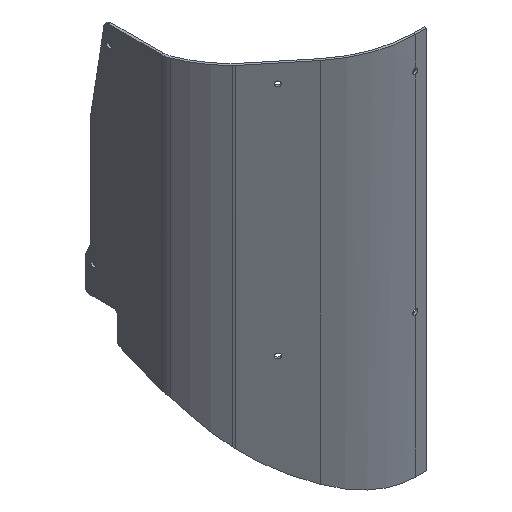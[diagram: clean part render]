
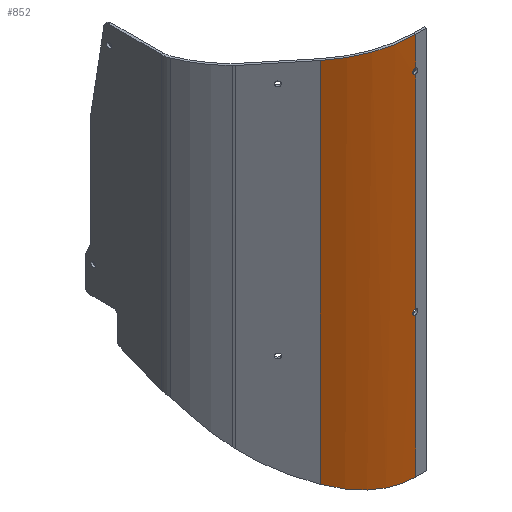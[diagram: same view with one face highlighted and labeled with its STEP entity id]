
A CAD part, isometric view. The second image highlights one B-rep face of the part: STEP entity #852.
In plain terms, the highlighted cylindrical face has radius 155.575 mm (diameter 311.15 mm), a partial arc.
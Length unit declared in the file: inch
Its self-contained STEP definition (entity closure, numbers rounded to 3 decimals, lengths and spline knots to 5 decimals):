
#29=B_SPLINE_CURVE_WITH_KNOTS('',3,(#1358,#1359,#1360,#1361),
 .UNSPECIFIED.,.F.,.F.,(4,4),(0.50181,0.53811),
 .UNSPECIFIED.);
#30=B_SPLINE_CURVE_WITH_KNOTS('',3,(#1363,#1364,#1365,#1366,#1367,#1368,
#1369,#1370,#1371,#1372,#1373,#1374,#1375,#1376,#1377,#1378,#1379,#1380,
#1381,#1382),.UNSPECIFIED.,.F.,.F.,(4,2,2,2,2,2,2,2,2,4),(0.53811,
0.67264,0.80717,0.9417,1.07623,
1.21076,1.34529,1.47982,1.61436,1.65066),
 .UNSPECIFIED.);
#31=B_SPLINE_CURVE_WITH_KNOTS('',3,(#1383,#1384,#1385,#1386),
 .UNSPECIFIED.,.F.,.F.,(4,4),(0.50181,0.53811),
 .UNSPECIFIED.);
#32=B_SPLINE_CURVE_WITH_KNOTS('',3,(#1391,#1392,#1393,#1394,#1395,#1396,
#1397,#1398,#1399,#1400,#1401,#1402,#1403,#1404,#1405,#1406,#1407,#1408,
#1409,#1410,#1411,#1412,#1413,#1414),.UNSPECIFIED.,.F.,.F.,(4,2,2,2,2,2,
2,2,2,2,2,4),(0.,1.21055,2.41383,4.82686,5.1514,
5.49674,6.86018,7.87716,8.64025,9.79198,
10.37274,10.95452),.UNSPECIFIED.);
#33=B_SPLINE_CURVE_WITH_KNOTS('',3,(#1415,#1416,#1417,#1418,#1419,#1420,
#1421,#1422,#1423,#1424,#1425,#1426,#1427,#1428,#1429,#1430,#1431,#1432,
#1433,#1434),.UNSPECIFIED.,.F.,.F.,(4,2,2,2,2,2,2,2,2,4),(0.53811,
0.67264,0.80717,0.9417,1.07623,
1.21076,1.34529,1.47982,1.61436,1.65066),
 .UNSPECIFIED.);
#47=CYLINDRICAL_SURFACE('',#932,6.125);
#81=CIRCLE('',#933,6.125);
#108=FACE_OUTER_BOUND('',#160,.T.);
#160=EDGE_LOOP('',(#621,#622,#623,#624,#625,#626,#627,#628,#629,#630));
#213=LINE('',#1245,#289);
#215=LINE('',#1248,#291);
#216=LINE('',#1251,#292);
#236=LINE('',#1390,#312);
#289=VECTOR('',#1004,7.76015);
#291=VECTOR('',#1006,1.61015);
#292=VECTOR('',#1009,11.2203);
#312=VECTOR('',#1073,20.24991);
#360=VERTEX_POINT('',#1229);
#361=VERTEX_POINT('',#1233);
#365=VERTEX_POINT('',#1242);
#366=VERTEX_POINT('',#1243);
#367=VERTEX_POINT('',#1247);
#368=VERTEX_POINT('',#1249);
#399=VERTEX_POINT('',#1357);
#400=VERTEX_POINT('',#1362);
#401=VERTEX_POINT('',#1387);
#402=VERTEX_POINT('',#1389);
#444=EDGE_CURVE('',#360,#365,#213,.T.);
#446=EDGE_CURVE('',#367,#361,#215,.T.);
#448=EDGE_CURVE('',#366,#368,#216,.T.);
#485=EDGE_CURVE('',#366,#399,#29,.T.);
#486=EDGE_CURVE('',#400,#368,#30,.T.);
#487=EDGE_CURVE('',#367,#400,#31,.T.);
#488=EDGE_CURVE('',#401,#361,#81,.T.);
#489=EDGE_CURVE('',#402,#401,#236,.T.);
#490=EDGE_CURVE('',#402,#360,#32,.T.);
#491=EDGE_CURVE('',#399,#365,#33,.T.);
#621=ORIENTED_EDGE('',*,*,#485,.F.);
#622=ORIENTED_EDGE('',*,*,#448,.T.);
#623=ORIENTED_EDGE('',*,*,#486,.F.);
#624=ORIENTED_EDGE('',*,*,#487,.F.);
#625=ORIENTED_EDGE('',*,*,#446,.T.);
#626=ORIENTED_EDGE('',*,*,#488,.F.);
#627=ORIENTED_EDGE('',*,*,#489,.F.);
#628=ORIENTED_EDGE('',*,*,#490,.T.);
#629=ORIENTED_EDGE('',*,*,#444,.T.);
#630=ORIENTED_EDGE('',*,*,#491,.F.);
#852=ADVANCED_FACE('',(#108),#47,.T.);
#932=AXIS2_PLACEMENT_3D('',#1356,#1069,#1070);
#933=AXIS2_PLACEMENT_3D('',#1388,#1071,#1072);
#1004=DIRECTION('',(0.,0.,1.));
#1006=DIRECTION('',(0.,0.,1.));
#1009=DIRECTION('',(0.,0.,1.));
#1069=DIRECTION('center_axis',(0.,0.,1.));
#1070=DIRECTION('ref_axis',(1.,0.,0.));
#1071=DIRECTION('center_axis',(0.,0.,1.));
#1072=DIRECTION('ref_axis',(1.,0.,0.));
#1073=DIRECTION('',(0.,0.,1.));
#1229=CARTESIAN_POINT('',(-32.37625,-9.3125,-21.15));
#1233=CARTESIAN_POINT('',(-32.37625,-9.3125,0.));
#1242=CARTESIAN_POINT('',(-32.37625,-9.3125,-13.38985));
#1243=CARTESIAN_POINT('',(-32.37625,-9.3125,-13.11015));
#1245=CARTESIAN_POINT('',(-32.37625,-9.3125,-21.15));
#1247=CARTESIAN_POINT('',(-32.37625,-9.3125,-1.61015));
#1248=CARTESIAN_POINT('',(-32.37625,-9.3125,-1.61015));
#1249=CARTESIAN_POINT('',(-32.37625,-9.3125,-1.88985));
#1251=CARTESIAN_POINT('',(-32.37625,-9.3125,-13.11015));
#1356=CARTESIAN_POINT('Origin',(-32.37625,-3.1875,-33.49213));
#1357=CARTESIAN_POINT('',(-32.39075,-9.31248,-13.1094));
#1358=CARTESIAN_POINT('Ctrl Pts',(-32.37625,-9.3125,-13.11015));
#1359=CARTESIAN_POINT('Ctrl Pts',(-32.38113,-9.3125,-13.10964));
#1360=CARTESIAN_POINT('Ctrl Pts',(-32.38599,-9.31249,-13.1094));
#1361=CARTESIAN_POINT('Ctrl Pts',(-32.39075,-9.31248,-13.1094));
#1362=CARTESIAN_POINT('',(-32.39075,-9.31248,-1.6094));
#1363=CARTESIAN_POINT('Ctrl Pts',(-32.39075,-9.31248,-1.6094));
#1364=CARTESIAN_POINT('Ctrl Pts',(-32.40841,-9.31244,-1.6094));
#1365=CARTESIAN_POINT('Ctrl Pts',(-32.42724,-9.31231,-1.61293));
#1366=CARTESIAN_POINT('Ctrl Pts',(-32.46188,-9.31193,-1.62728));
#1367=CARTESIAN_POINT('Ctrl Pts',(-32.47769,-9.31167,-1.6381));
#1368=CARTESIAN_POINT('Ctrl Pts',(-32.50265,-9.31121,-1.66306));
#1369=CARTESIAN_POINT('Ctrl Pts',(-32.51347,-9.31097,-1.67887));
#1370=CARTESIAN_POINT('Ctrl Pts',(-32.52782,-9.31063,-1.71351));
#1371=CARTESIAN_POINT('Ctrl Pts',(-32.53135,-9.31054,-1.73235));
#1372=CARTESIAN_POINT('Ctrl Pts',(-32.53135,-9.31054,-1.76765));
#1373=CARTESIAN_POINT('Ctrl Pts',(-32.52782,-9.31063,-1.78649));
#1374=CARTESIAN_POINT('Ctrl Pts',(-32.51347,-9.31097,-1.82113));
#1375=CARTESIAN_POINT('Ctrl Pts',(-32.50265,-9.31121,-1.83694));
#1376=CARTESIAN_POINT('Ctrl Pts',(-32.47769,-9.31167,-1.8619));
#1377=CARTESIAN_POINT('Ctrl Pts',(-32.46188,-9.31193,-1.87272));
#1378=CARTESIAN_POINT('Ctrl Pts',(-32.42724,-9.31231,-1.88707));
#1379=CARTESIAN_POINT('Ctrl Pts',(-32.4084,-9.31244,-1.8906));
#1380=CARTESIAN_POINT('Ctrl Pts',(-32.38599,-9.31249,-1.8906));
#1381=CARTESIAN_POINT('Ctrl Pts',(-32.38113,-9.3125,-1.89036));
#1382=CARTESIAN_POINT('Ctrl Pts',(-32.37625,-9.3125,-1.88985));
#1383=CARTESIAN_POINT('Ctrl Pts',(-32.37625,-9.3125,-1.61015));
#1384=CARTESIAN_POINT('Ctrl Pts',(-32.38113,-9.3125,-1.60964));
#1385=CARTESIAN_POINT('Ctrl Pts',(-32.38599,-9.31249,-1.6094));
#1386=CARTESIAN_POINT('Ctrl Pts',(-32.39075,-9.31248,-1.6094));
#1387=CARTESIAN_POINT('',(-36.24988,-7.93203,0.));
#1388=CARTESIAN_POINT('Origin',(-32.37625,-3.1875,0.));
#1389=CARTESIAN_POINT('',(-36.24988,-7.93203,-20.24991));
#1390=CARTESIAN_POINT('',(-36.24988,-7.93203,-20.24991));
#1391=CARTESIAN_POINT('Ctrl Pts',(-36.24988,-7.93203,-20.24991));
#1392=CARTESIAN_POINT('Ctrl Pts',(-36.13487,-8.02593,-20.30641));
#1393=CARTESIAN_POINT('Ctrl Pts',(-36.01605,-8.11597,-20.36165));
#1394=CARTESIAN_POINT('Ctrl Pts',(-35.77186,-8.28726,-20.46834));
#1395=CARTESIAN_POINT('Ctrl Pts',(-35.64653,-8.36856,-20.51981));
#1396=CARTESIAN_POINT('Ctrl Pts',(-35.25948,-8.59981,-20.66801));
#1397=CARTESIAN_POINT('Ctrl Pts',(-34.9878,-8.73633,-20.75803));
#1398=CARTESIAN_POINT('Ctrl Pts',(-34.66601,-8.86855,-20.84645));
#1399=CARTESIAN_POINT('Ctrl Pts',(-34.62764,-8.88387,-20.85672));
#1400=CARTESIAN_POINT('Ctrl Pts',(-34.54804,-8.9147,-20.87743));
#1401=CARTESIAN_POINT('Ctrl Pts',(-34.50674,-8.9302,-20.88787));
#1402=CARTESIAN_POINT('Ctrl Pts',(-34.30112,-9.0048,-20.9382));
#1403=CARTESIAN_POINT('Ctrl Pts',(-34.13378,-9.05758,-20.97416));
#1404=CARTESIAN_POINT('Ctrl Pts',(-33.83642,-9.13736,-21.02878));
#1405=CARTESIAN_POINT('Ctrl Pts',(-33.70794,-9.16745,-21.04948));
#1406=CARTESIAN_POINT('Ctrl Pts',(-33.48073,-9.21291,-21.08085));
#1407=CARTESIAN_POINT('Ctrl Pts',(-33.38264,-9.23008,-21.09273));
#1408=CARTESIAN_POINT('Ctrl Pts',(-33.13511,-9.26717,-21.11845));
#1409=CARTESIAN_POINT('Ctrl Pts',(-32.98508,-9.28404,-21.13019));
#1410=CARTESIAN_POINT('Ctrl Pts',(-32.75821,-9.30105,-21.14201));
#1411=CARTESIAN_POINT('Ctrl Pts',(-32.68198,-9.30534,-21.14499));
#1412=CARTESIAN_POINT('Ctrl Pts',(-32.52927,-9.31107,-21.14899));
#1413=CARTESIAN_POINT('Ctrl Pts',(-32.45275,-9.3125,-21.15));
#1414=CARTESIAN_POINT('Ctrl Pts',(-32.37625,-9.3125,-21.15));
#1415=CARTESIAN_POINT('Ctrl Pts',(-32.39075,-9.31248,-13.1094));
#1416=CARTESIAN_POINT('Ctrl Pts',(-32.40841,-9.31244,-13.1094));
#1417=CARTESIAN_POINT('Ctrl Pts',(-32.42724,-9.31231,-13.11293));
#1418=CARTESIAN_POINT('Ctrl Pts',(-32.46188,-9.31193,-13.12728));
#1419=CARTESIAN_POINT('Ctrl Pts',(-32.47769,-9.31167,-13.1381));
#1420=CARTESIAN_POINT('Ctrl Pts',(-32.50265,-9.31121,-13.16306));
#1421=CARTESIAN_POINT('Ctrl Pts',(-32.51347,-9.31097,-13.17887));
#1422=CARTESIAN_POINT('Ctrl Pts',(-32.52782,-9.31063,-13.21351));
#1423=CARTESIAN_POINT('Ctrl Pts',(-32.53135,-9.31054,-13.23235));
#1424=CARTESIAN_POINT('Ctrl Pts',(-32.53135,-9.31054,-13.26765));
#1425=CARTESIAN_POINT('Ctrl Pts',(-32.52782,-9.31063,-13.28649));
#1426=CARTESIAN_POINT('Ctrl Pts',(-32.51347,-9.31097,-13.32113));
#1427=CARTESIAN_POINT('Ctrl Pts',(-32.50265,-9.31121,-13.33694));
#1428=CARTESIAN_POINT('Ctrl Pts',(-32.47769,-9.31167,-13.3619));
#1429=CARTESIAN_POINT('Ctrl Pts',(-32.46188,-9.31193,-13.37272));
#1430=CARTESIAN_POINT('Ctrl Pts',(-32.42724,-9.31231,-13.38707));
#1431=CARTESIAN_POINT('Ctrl Pts',(-32.40841,-9.31244,-13.3906));
#1432=CARTESIAN_POINT('Ctrl Pts',(-32.38599,-9.31249,-13.3906));
#1433=CARTESIAN_POINT('Ctrl Pts',(-32.38113,-9.3125,-13.39036));
#1434=CARTESIAN_POINT('Ctrl Pts',(-32.37625,-9.3125,-13.38985));
